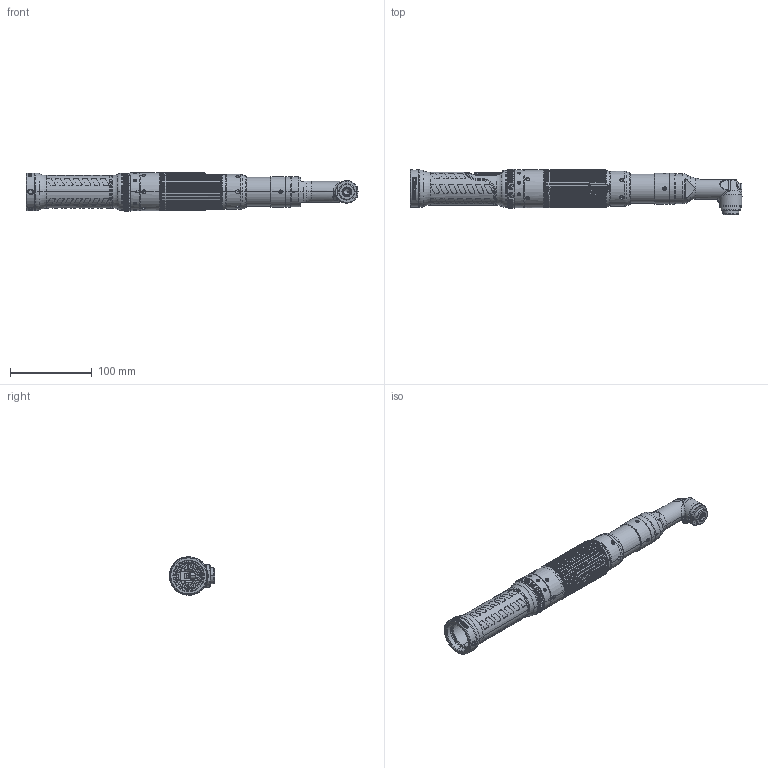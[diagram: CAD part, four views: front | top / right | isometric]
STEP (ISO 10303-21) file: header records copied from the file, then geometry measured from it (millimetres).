
FILE_DESCRIPTION((''),'2;1');
FILE_NAME('18EAE23-30F_SOLID_ASM','2012-07-23T',('A3M34'),(''),'PRO/ENGINEER BY PARAMETRIC TECHNOLOGY CORPORATION, 2010140','PRO/ENGINEER BY PARAMETRIC TECHNOLOGY CORPORATION, 2010140','');
FILE_SCHEMA(('CONFIG_CONTROL_DESIGN'));
Length unit declared in the file: inch
Products named in the file (28): 207322; 541017_NUT-HANDLE-COUPLING; 542845; PCB2004_LIGHT_RING_BOARD; 542819_RING_LIGHT_ASM_ASM; 542938; 207323; 207325; 207316; 931310; F900190; F900185_ASM; 207339; 916636_3_AF0; 207339_ASM; 542829; 500528; 542829_ASM; 541904; 543114; 543112; 57016138; 12601432_PLUG_PIPE; 57016138_ASM; 92010006; 57018166; 57017218; 18EAE23-30F_SOLID_ASM
Assembly tree (27 placements, depth 3):
  18EAE23-30F_SOLID_ASM
    207322
    541017_NUT-HANDLE-COUPLING
    542819_RING_LIGHT_ASM_ASM
      542845
      PCB2004_LIGHT_RING_BOARD
    542938
    207323
    207325
    207316
    F900185_ASM
      931310
      F900190
    207339_ASM
      207339
      916636_3_AF0
    542829_ASM
      542829
      500528
    541904
    543114
    543112
    57016138_ASM
      57016138
      12601432_PLUG_PIPE
    92010006
    57018166
    57017218
Bounding box: 405.74 x 55.19 x 46.89 mm (x, y, z)
Volume: 221680.4 mm3; surface area: 198757.5 mm2
Topology: 24 solids, 32 shells, 3086 faces, 8212 edges, 5219 vertices
Faces by surface type: cylinder 1018, plane 810, bspline 548, extrusion 326, cone 179, torus 175, sphere 30
Entity records: 135230 total; most frequent: CARTESIAN_POINT 63341, ORIENTED_EDGE 16164, DIRECTION 12896, EDGE_CURVE 8194, VERTEX_POINT 5219, AXIS2_PLACEMENT_3D 4863, EDGE_LOOP 3271, VECTOR 3170
